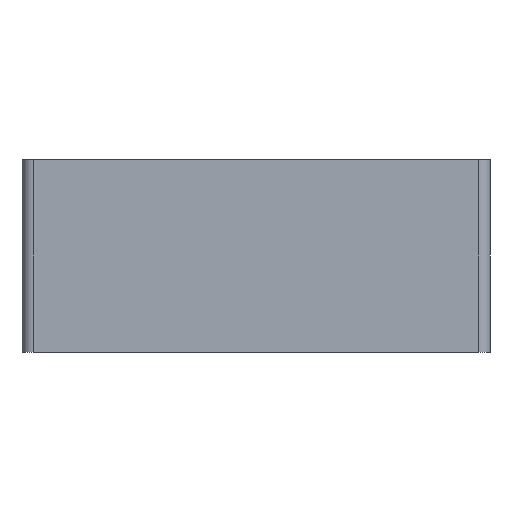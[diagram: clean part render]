
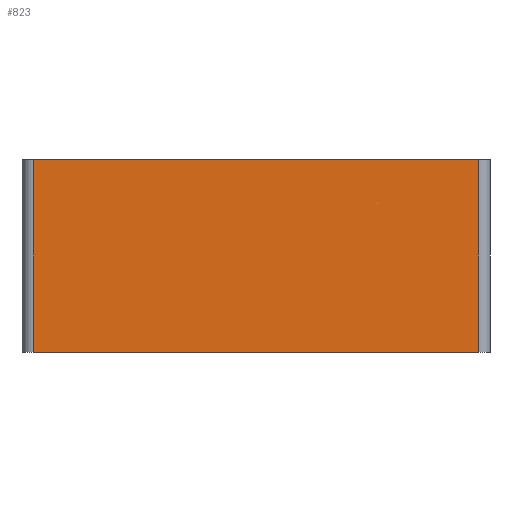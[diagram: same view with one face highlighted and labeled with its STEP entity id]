
A CAD part, front view. The second image highlights one B-rep face of the part: STEP entity #823.
In plain terms, the highlighted planar face has unit normal (0, -1, 0).
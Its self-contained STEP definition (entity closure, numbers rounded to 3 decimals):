
#60=PLANE('',#880);
#98=FACE_OUTER_BOUND('',#149,.T.);
#149=EDGE_LOOP('',(#644,#645,#646,#647));
#212=LINE('',#1396,#284);
#214=LINE('',#1402,#286);
#215=LINE('',#1404,#287);
#216=LINE('',#1405,#288);
#284=VECTOR('',#974,10.);
#286=VECTOR('',#980,10.);
#287=VECTOR('',#981,10.);
#288=VECTOR('',#982,10.);
#397=VERTEX_POINT('',#1393);
#398=VERTEX_POINT('',#1395);
#400=VERTEX_POINT('',#1401);
#401=VERTEX_POINT('',#1403);
#489=EDGE_CURVE('',#397,#398,#212,.T.);
#492=EDGE_CURVE('',#400,#397,#214,.T.);
#493=EDGE_CURVE('',#401,#400,#215,.T.);
#494=EDGE_CURVE('',#401,#398,#216,.T.);
#644=ORIENTED_EDGE('',*,*,#489,.F.);
#645=ORIENTED_EDGE('',*,*,#492,.F.);
#646=ORIENTED_EDGE('',*,*,#493,.F.);
#647=ORIENTED_EDGE('',*,*,#494,.T.);
#823=ADVANCED_FACE('',(#98),#60,.T.);
#880=AXIS2_PLACEMENT_3D('',#1400,#978,#979);
#974=DIRECTION('',(0.,0.,-1.));
#978=DIRECTION('center_axis',(0.,-1.,0.));
#979=DIRECTION('ref_axis',(1.,0.,0.));
#980=DIRECTION('',(1.,0.,0.));
#981=DIRECTION('',(0.,0.,1.));
#982=DIRECTION('',(1.,0.,0.));
#1393=CARTESIAN_POINT('',(83.,0.,35.));
#1395=CARTESIAN_POINT('',(83.,0.,0.));
#1396=CARTESIAN_POINT('',(83.,0.,0.));
#1400=CARTESIAN_POINT('Origin',(0.,0.,0.));
#1401=CARTESIAN_POINT('',(2.,0.,35.));
#1402=CARTESIAN_POINT('',(0.,0.,35.));
#1403=CARTESIAN_POINT('',(2.,0.,0.));
#1404=CARTESIAN_POINT('',(2.,0.,0.));
#1405=CARTESIAN_POINT('',(0.,0.,0.));
